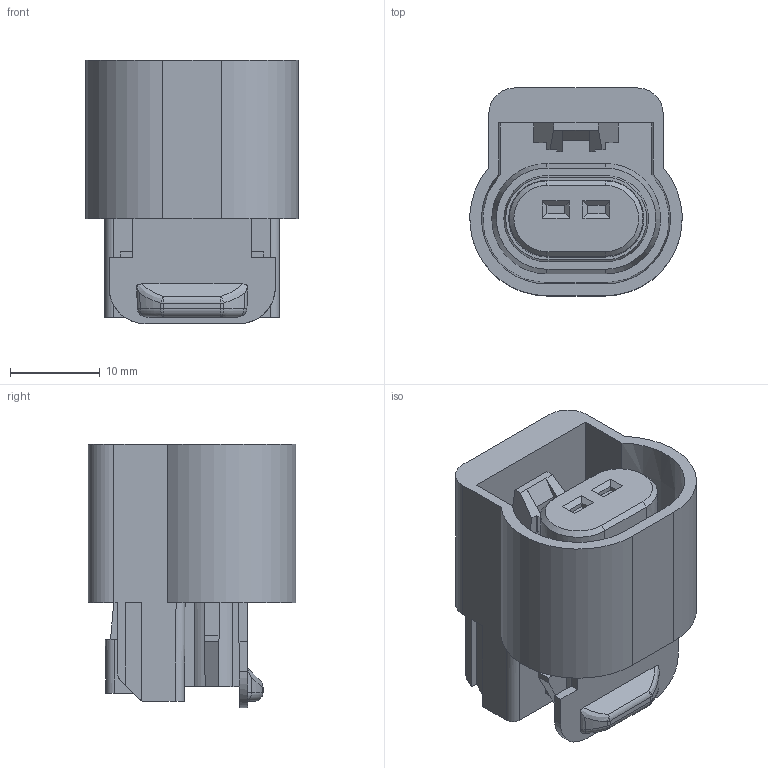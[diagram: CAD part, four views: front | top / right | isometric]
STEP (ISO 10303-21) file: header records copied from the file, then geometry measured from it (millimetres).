
FILE_DESCRIPTION(/* description */ (''),/* implementation_level */ '2;1');
FILE_NAME(/* name */ '13546696-CONN.stp',/* time_stamp */ '2022-02-08T10:44:01+05:00',/* author */ (''),/* organization */ (''),/* preprocessor_version */ 'ST-DEVELOPER v16',/* originating_system */ 'SIEMENS PLM Software NX 11.0',/* authorisation */ '');
FILE_SCHEMA (('AP203_CONFIGURATION_CONTROLLED_3D_DESIGN_OF_MECHANICAL_PARTS_AND_ASSEMBLIES_MIM_LF { 1 0 10303 403 2 1 2}'));
Length unit declared in the file: millimetre
Products named in the file (1): hjcv2410D4D3yxaz
Bounding box: 23.62 x 23.13 x 29.3 mm (x, y, z)
Volume: 7290.6 mm3; surface area: 5633.2 mm2
Topology: 1 solids, 1 shells, 200 faces, 551 edges, 356 vertices
Faces by surface type: plane 148, cylinder 20, cone 18, bspline 6, sphere 6, torus 2
Entity records: 6480 total; most frequent: CARTESIAN_POINT 1287, ORIENTED_EDGE 1094, DIRECTION 1007, EDGE_CURVE 547, LINE 433, VECTOR 433, VERTEX_POINT 356, AXIS2_PLACEMENT_3D 287
